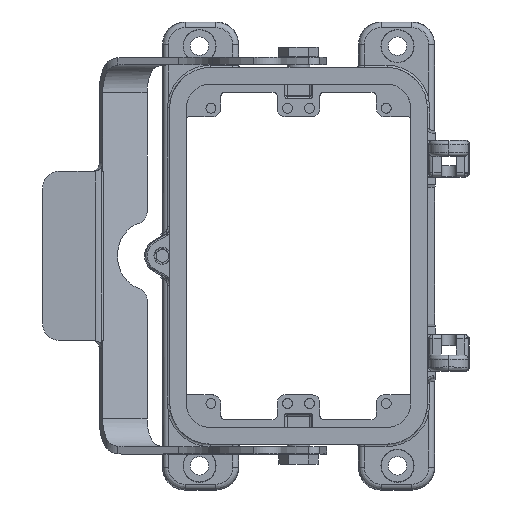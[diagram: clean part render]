
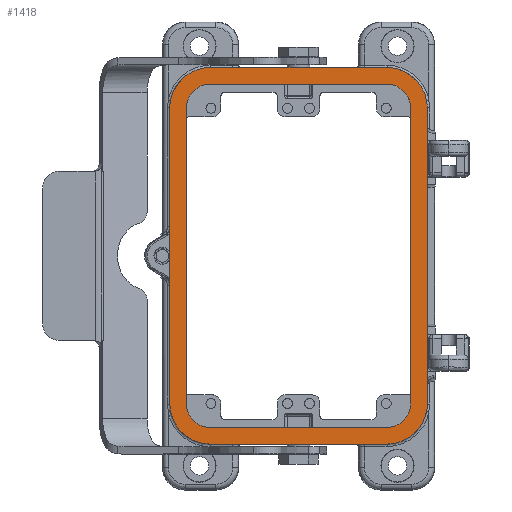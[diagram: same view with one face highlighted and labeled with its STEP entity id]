
A CAD part, top view. The second image highlights one B-rep face of the part: STEP entity #1418.
In plain terms, the highlighted planar face has unit normal (0, 0, 1).
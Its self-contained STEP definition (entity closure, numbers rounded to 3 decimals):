
#304=B_SPLINE_CURVE_WITH_KNOTS('',3,(#19074,#19075,#19076,#19077,#19078,
#19079,#19080,#19081),.UNSPECIFIED.,.F.,.F.,(4,2,2,4),(0.,0.5,
0.75,1.),.UNSPECIFIED.);
#309=B_SPLINE_CURVE_WITH_KNOTS('',3,(#19118,#19119,#19120,#19121,#19122,
#19123,#19124,#19125),.UNSPECIFIED.,.F.,.F.,(4,2,2,4),(0.,0.5,
0.75,1.),.UNSPECIFIED.);
#314=B_SPLINE_CURVE_WITH_KNOTS('',3,(#19156,#19157,#19158,#19159,#19160,
#19161,#19162,#19163),.UNSPECIFIED.,.F.,.F.,(4,2,2,4),(0.,0.5,0.75,1.),
 .UNSPECIFIED.);
#320=B_SPLINE_CURVE_WITH_KNOTS('',3,(#19209,#19210,#19211,#19212,#19213,
#19214,#19215,#19216,#19217,#19218),.UNSPECIFIED.,.F.,.F.,(4,2,2,2,4),(0.,
0.25,0.5,0.75,1.),.UNSPECIFIED.);
#323=B_SPLINE_CURVE_WITH_KNOTS('',3,(#19246,#19247,#19248,#19249,#19250,
#19251,#19252,#19253,#19254,#19255),.UNSPECIFIED.,.F.,.F.,(4,2,2,2,4),(0.,
0.25,0.5,0.75,1.),.UNSPECIFIED.);
#326=B_SPLINE_CURVE_WITH_KNOTS('',3,(#19279,#19280,#19281,#19282,#19283,
#19284,#19285,#19286,#19287,#19288),.UNSPECIFIED.,.F.,.F.,(4,2,2,2,4),(0.,
0.25,0.5,0.75,1.),.UNSPECIFIED.);
#329=B_SPLINE_CURVE_WITH_KNOTS('',3,(#19316,#19317,#19318,#19319,#19320,
#19321,#19322,#19323,#19324,#19325),.UNSPECIFIED.,.F.,.F.,(4,2,2,2,4),(0.,
0.25,0.5,0.75,1.),.UNSPECIFIED.);
#332=B_SPLINE_CURVE_WITH_KNOTS('',3,(#19342,#19343,#19344,#19345,#19346,
#19347,#19348,#19349),.UNSPECIFIED.,.F.,.F.,(4,2,2,4),(0.,0.5,
0.75,1.),.UNSPECIFIED.);
#441=FACE_BOUND('',#2890,.T.);
#442=FACE_BOUND('',#2891,.T.);
#860=PLANE('',#11391);
#1418=ADVANCED_FACE('',(#441,#442),#860,.F.);
#2890=EDGE_LOOP('',(#7141,#7142,#7143,#7144,#7145,#7146,#7147,#7148));
#2891=EDGE_LOOP('',(#7149,#7150,#7151,#7152,#7153,#7154,#7155,#7156));
#3641=LINE('',#19037,#4406);
#3646=LINE('',#19057,#4411);
#3649=LINE('',#19101,#4415);
#3652=LINE('',#19145,#4419);
#3654=LINE('',#19184,#4422);
#3657=LINE('',#19190,#4425);
#3664=LINE('',#19234,#4433);
#3669=LINE('',#19304,#4440);
#4406=VECTOR('',#14172,1.);
#4411=VECTOR('',#14179,1.);
#4415=VECTOR('',#14185,1.);
#4419=VECTOR('',#14191,1.);
#4422=VECTOR('',#14196,1.);
#4425=VECTOR('',#14201,1.);
#4433=VECTOR('',#14211,1.);
#4440=VECTOR('',#14220,1.);
#7141=ORIENTED_EDGE('',*,*,#9823,.T.);
#7142=ORIENTED_EDGE('',*,*,#9828,.T.);
#7143=ORIENTED_EDGE('',*,*,#9832,.T.);
#7144=ORIENTED_EDGE('',*,*,#9834,.T.);
#7145=ORIENTED_EDGE('',*,*,#9792,.T.);
#7146=ORIENTED_EDGE('',*,*,#9837,.T.);
#7147=ORIENTED_EDGE('',*,*,#9841,.T.);
#7148=ORIENTED_EDGE('',*,*,#9843,.T.);
#7149=ORIENTED_EDGE('',*,*,#9799,.F.);
#7150=ORIENTED_EDGE('',*,*,#9802,.F.);
#7151=ORIENTED_EDGE('',*,*,#9806,.F.);
#7152=ORIENTED_EDGE('',*,*,#9809,.F.);
#7153=ORIENTED_EDGE('',*,*,#9813,.F.);
#7154=ORIENTED_EDGE('',*,*,#9816,.F.);
#7155=ORIENTED_EDGE('',*,*,#9820,.F.);
#7156=ORIENTED_EDGE('',*,*,#9845,.F.);
#8377=VERTEX_POINT('',#19036);
#8378=VERTEX_POINT('',#19038);
#8380=VERTEX_POINT('',#19044);
#8383=VERTEX_POINT('',#19056);
#8385=VERTEX_POINT('',#19073);
#8387=VERTEX_POINT('',#19100);
#8389=VERTEX_POINT('',#19117);
#8391=VERTEX_POINT('',#19144);
#8393=VERTEX_POINT('',#19155);
#8395=VERTEX_POINT('',#19183);
#8397=VERTEX_POINT('',#19189);
#8398=VERTEX_POINT('',#19191);
#8401=VERTEX_POINT('',#19208);
#8403=VERTEX_POINT('',#19233);
#8405=VERTEX_POINT('',#19278);
#8407=VERTEX_POINT('',#19303);
#9792=EDGE_CURVE('',#8378,#8377,#3641,.T.);
#9799=EDGE_CURVE('',#8383,#8380,#3646,.T.);
#9802=EDGE_CURVE('',#8385,#8383,#304,.T.);
#9806=EDGE_CURVE('',#8387,#8385,#3649,.T.);
#9809=EDGE_CURVE('',#8389,#8387,#309,.T.);
#9813=EDGE_CURVE('',#8391,#8389,#3652,.T.);
#9816=EDGE_CURVE('',#8393,#8391,#314,.T.);
#9820=EDGE_CURVE('',#8395,#8393,#3654,.T.);
#9823=EDGE_CURVE('',#8398,#8397,#3657,.T.);
#9828=EDGE_CURVE('',#8397,#8401,#320,.T.);
#9832=EDGE_CURVE('',#8401,#8403,#3664,.T.);
#9834=EDGE_CURVE('',#8403,#8378,#323,.T.);
#9837=EDGE_CURVE('',#8377,#8405,#326,.T.);
#9841=EDGE_CURVE('',#8405,#8407,#3669,.T.);
#9843=EDGE_CURVE('',#8407,#8398,#329,.T.);
#9845=EDGE_CURVE('',#8380,#8395,#332,.T.);
#11391=AXIS2_PLACEMENT_3D('',#19358,#14225,#14226);
#14172=DIRECTION('',(0.,1.,0.));
#14179=DIRECTION('',(1.,0.,0.));
#14185=DIRECTION('',(0.,-1.,0.));
#14191=DIRECTION('',(-1.,0.,0.));
#14196=DIRECTION('',(0.,1.,0.));
#14201=DIRECTION('',(0.,-1.,0.));
#14211=DIRECTION('',(1.,0.,0.));
#14220=DIRECTION('',(-1.,0.,0.));
#14225=DIRECTION('',(0.,0.,-1.));
#14226=DIRECTION('',(-1.,0.,0.));
#19036=CARTESIAN_POINT('',(45.398,52.004,39.871));
#19037=CARTESIAN_POINT('',(45.398,-52.004,39.871));
#19038=CARTESIAN_POINT('',(45.398,-52.004,39.871));
#19044=CARTESIAN_POINT('',(31.,-60.56,39.871));
#19056=CARTESIAN_POINT('',(-31.,-60.56,39.871));
#19057=CARTESIAN_POINT('',(-31.,-60.56,39.871));
#19073=CARTESIAN_POINT('',(-39.561,-51.999,39.871));
#19074=CARTESIAN_POINT('',(-39.561,-51.999,39.871));
#19075=CARTESIAN_POINT('',(-39.561,-54.259,39.871));
#19076=CARTESIAN_POINT('',(-38.629,-56.478,39.871));
#19077=CARTESIAN_POINT('',(-36.263,-58.843,39.871));
#19078=CARTESIAN_POINT('',(-35.309,-59.471,39.871));
#19079=CARTESIAN_POINT('',(-33.237,-60.329,39.871));
#19080=CARTESIAN_POINT('',(-32.13,-60.56,39.871));
#19081=CARTESIAN_POINT('',(-31.,-60.56,39.871));
#19100=CARTESIAN_POINT('',(-39.561,51.999,39.871));
#19101=CARTESIAN_POINT('',(-39.561,51.999,39.871));
#19117=CARTESIAN_POINT('',(-31.,60.56,39.871));
#19118=CARTESIAN_POINT('',(-31.,60.56,39.871));
#19119=CARTESIAN_POINT('',(-33.26,60.56,39.871));
#19120=CARTESIAN_POINT('',(-35.478,59.629,39.871));
#19121=CARTESIAN_POINT('',(-37.843,57.263,39.871));
#19122=CARTESIAN_POINT('',(-38.472,56.308,39.871));
#19123=CARTESIAN_POINT('',(-39.33,54.236,39.871));
#19124=CARTESIAN_POINT('',(-39.561,53.13,39.871));
#19125=CARTESIAN_POINT('',(-39.561,51.999,39.871));
#19144=CARTESIAN_POINT('',(31.,60.56,39.871));
#19145=CARTESIAN_POINT('',(31.,60.56,39.871));
#19155=CARTESIAN_POINT('',(39.561,51.999,39.871));
#19156=CARTESIAN_POINT('',(39.561,51.999,39.871));
#19157=CARTESIAN_POINT('',(39.561,54.259,39.871));
#19158=CARTESIAN_POINT('',(38.629,56.478,39.871));
#19159=CARTESIAN_POINT('',(36.263,58.843,39.871));
#19160=CARTESIAN_POINT('',(35.309,59.471,39.871));
#19161=CARTESIAN_POINT('',(33.237,60.329,39.871));
#19162=CARTESIAN_POINT('',(32.13,60.56,39.871));
#19163=CARTESIAN_POINT('',(31.,60.56,39.871));
#19183=CARTESIAN_POINT('',(39.56,-51.857,39.871));
#19184=CARTESIAN_POINT('',(39.561,-51.857,39.871));
#19189=CARTESIAN_POINT('',(-45.398,-52.004,39.871));
#19190=CARTESIAN_POINT('',(-45.398,52.004,39.871));
#19191=CARTESIAN_POINT('',(-45.398,52.004,39.871));
#19208=CARTESIAN_POINT('',(-31.004,-66.398,39.871));
#19209=CARTESIAN_POINT('',(-45.398,-52.004,39.871));
#19210=CARTESIAN_POINT('',(-45.398,-53.904,39.871));
#19211=CARTESIAN_POINT('',(-45.024,-55.77,39.871));
#19212=CARTESIAN_POINT('',(-43.581,-59.254,39.871));
#19213=CARTESIAN_POINT('',(-42.513,-60.85,39.871));
#19214=CARTESIAN_POINT('',(-39.859,-63.506,39.871));
#19215=CARTESIAN_POINT('',(-38.255,-64.579,39.871));
#19216=CARTESIAN_POINT('',(-34.794,-66.016,39.871));
#19217=CARTESIAN_POINT('',(-32.905,-66.398,39.871));
#19218=CARTESIAN_POINT('',(-31.004,-66.398,39.871));
#19233=CARTESIAN_POINT('',(31.004,-66.398,39.871));
#19234=CARTESIAN_POINT('',(-31.004,-66.398,39.871));
#19246=CARTESIAN_POINT('',(31.004,-66.398,39.871));
#19247=CARTESIAN_POINT('',(32.905,-66.398,39.871));
#19248=CARTESIAN_POINT('',(34.77,-66.024,39.871));
#19249=CARTESIAN_POINT('',(38.255,-64.58,39.871));
#19250=CARTESIAN_POINT('',(39.851,-63.512,39.871));
#19251=CARTESIAN_POINT('',(42.506,-60.859,39.871));
#19252=CARTESIAN_POINT('',(43.579,-59.254,39.871));
#19253=CARTESIAN_POINT('',(45.016,-55.793,39.871));
#19254=CARTESIAN_POINT('',(45.398,-53.904,39.871));
#19255=CARTESIAN_POINT('',(45.398,-52.004,39.871));
#19278=CARTESIAN_POINT('',(31.004,66.398,39.871));
#19279=CARTESIAN_POINT('',(45.398,52.004,39.871));
#19280=CARTESIAN_POINT('',(45.398,53.904,39.871));
#19281=CARTESIAN_POINT('',(45.024,55.77,39.871));
#19282=CARTESIAN_POINT('',(43.581,59.254,39.871));
#19283=CARTESIAN_POINT('',(42.513,60.85,39.871));
#19284=CARTESIAN_POINT('',(39.859,63.506,39.871));
#19285=CARTESIAN_POINT('',(38.255,64.579,39.871));
#19286=CARTESIAN_POINT('',(34.794,66.016,39.871));
#19287=CARTESIAN_POINT('',(32.905,66.398,39.871));
#19288=CARTESIAN_POINT('',(31.004,66.398,39.871));
#19303=CARTESIAN_POINT('',(-31.004,66.398,39.871));
#19304=CARTESIAN_POINT('',(31.004,66.398,39.871));
#19316=CARTESIAN_POINT('',(-31.004,66.398,39.871));
#19317=CARTESIAN_POINT('',(-32.905,66.398,39.871));
#19318=CARTESIAN_POINT('',(-34.77,66.024,39.871));
#19319=CARTESIAN_POINT('',(-38.255,64.58,39.871));
#19320=CARTESIAN_POINT('',(-39.851,63.512,39.871));
#19321=CARTESIAN_POINT('',(-42.506,60.859,39.871));
#19322=CARTESIAN_POINT('',(-43.579,59.254,39.871));
#19323=CARTESIAN_POINT('',(-45.016,55.793,39.871));
#19324=CARTESIAN_POINT('',(-45.398,53.904,39.871));
#19325=CARTESIAN_POINT('',(-45.398,52.004,39.871));
#19342=CARTESIAN_POINT('',(31.,-60.56,39.871));
#19343=CARTESIAN_POINT('',(33.284,-60.56,39.871));
#19344=CARTESIAN_POINT('',(35.527,-59.608,39.871));
#19345=CARTESIAN_POINT('',(37.894,-57.197,39.871));
#19346=CARTESIAN_POINT('',(38.52,-56.226,39.871));
#19347=CARTESIAN_POINT('',(39.362,-54.122,39.871));
#19348=CARTESIAN_POINT('',(39.579,-53.,39.871));
#19349=CARTESIAN_POINT('',(39.559,-51.857,39.871));
#19358=CARTESIAN_POINT('',(-41.186,-62.178,39.871));
